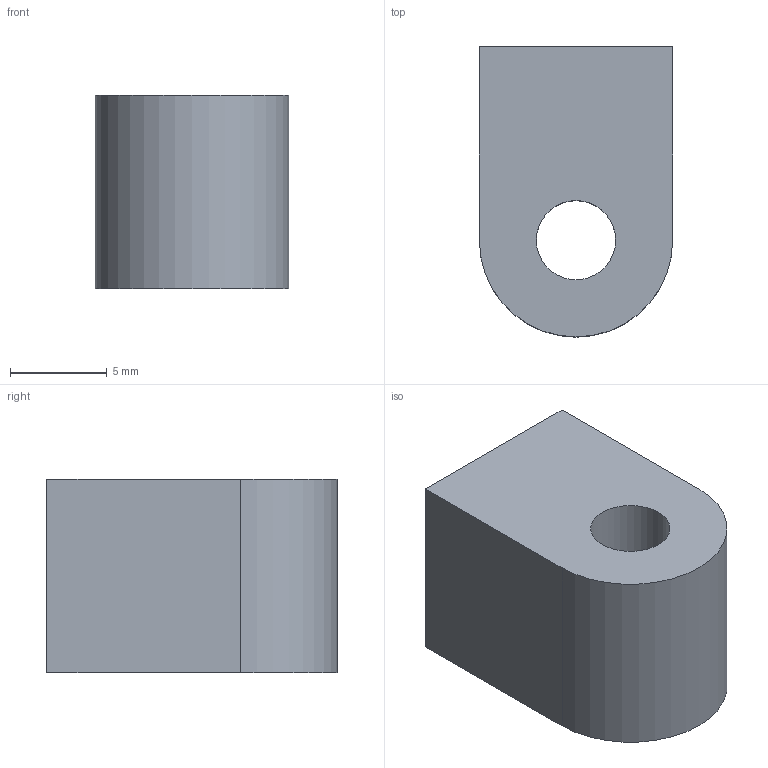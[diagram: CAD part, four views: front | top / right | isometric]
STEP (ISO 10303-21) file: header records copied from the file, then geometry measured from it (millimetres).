
FILE_DESCRIPTION(/* description */ (''),/* implementation_level */ '2;1');
FILE_NAME(/* name */ 'ENTRETOISE 2 FINALE v1.step',/* time_stamp */ '2022-03-03T20:39:01+01:00',/* author */ (''),/* organization */ (''),/* preprocessor_version */ 'ST-DEVELOPER v18.1',/* originating_system */ 'Autodesk Translation Framework v10.13.0.1454',/* authorisation */ '');
FILE_SCHEMA (('AUTOMOTIVE_DESIGN { 1 0 10303 214 3 1 1 }'));
Length unit declared in the file: millimetre
Products named in the file (1): ENTRETOISE 2  FINALE
Bounding box: 10 x 15 x 10 mm (x, y, z)
Volume: 1092 mm3; surface area: 993.9 mm2
Topology: 1 solids, 1 shells, 37 faces, 100 edges, 66 vertices
Faces by surface type: cylinder 21, plane 13, bspline 2, cone 1
Full cylindrical faces by diameter (mm): 3.332 x4, 4.1 x1, 4.109 x2
Entity records: 2434 total; most frequent: CARTESIAN_POINT 1547, ORIENTED_EDGE 198, DIRECTION 139, EDGE_CURVE 99, VERTEX_POINT 66, LINE 47, VECTOR 47, AXIS2_PLACEMENT_3D 46
